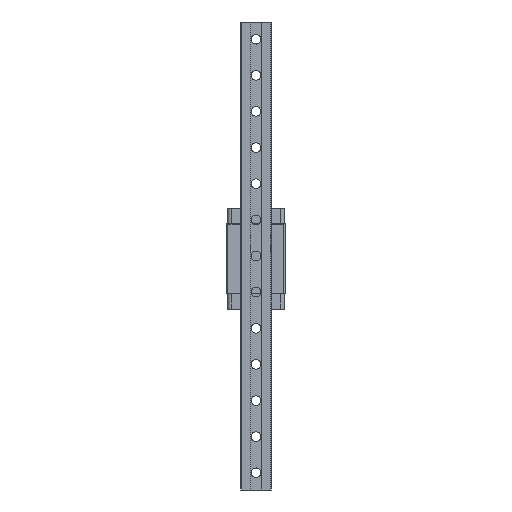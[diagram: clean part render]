
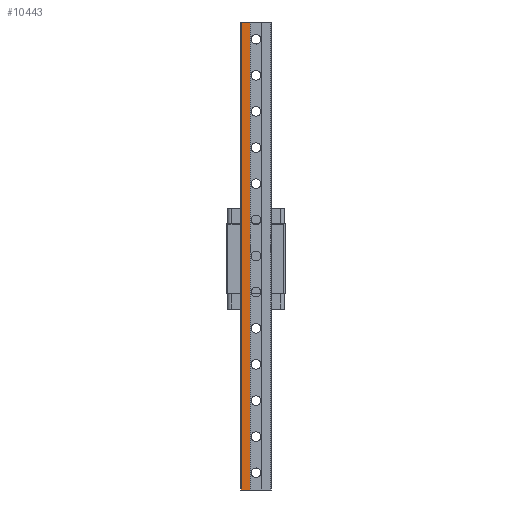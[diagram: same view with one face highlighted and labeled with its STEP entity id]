
A CAD part, front view. The second image highlights one B-rep face of the part: STEP entity #10443.
In plain terms, the highlighted planar face has unit normal (0, -1, 0).
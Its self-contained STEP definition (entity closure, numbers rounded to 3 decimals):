
#377 = CARTESIAN_POINT ( 'NONE',  ( -10.338, -17.91, 680. ) ) ;
#1700 = ORIENTED_EDGE ( 'NONE', *, *, #8753, .T. ) ;
#3033 = LINE ( 'NONE', #19902, #9265 ) ;
#3470 = DIRECTION ( 'NONE',  ( 1., 0., 0. ) ) ;
#4863 = CARTESIAN_POINT ( 'NONE',  ( 20.562, -17.91, 0. ) ) ;
#5213 = CARTESIAN_POINT ( 'NONE',  ( -10.338, -17.91, 0. ) ) ;
#7209 = DIRECTION ( 'NONE',  ( 0., 0., -1. ) ) ;
#7672 = CARTESIAN_POINT ( 'NONE',  ( -23.038, -17.91, 0. ) ) ;
#7907 = EDGE_CURVE ( 'NONE', #26169, #10893, #11808, .T. ) ;
#7913 = EDGE_CURVE ( 'NONE', #10395, #24198, #29194, .T. ) ;
#8753 = EDGE_CURVE ( 'NONE', #24198, #26169, #21784, .T. ) ;
#9265 = VECTOR ( 'NONE', #24423, 1000. ) ;
#10325 = VECTOR ( 'NONE', #3470, 1000. ) ;
#10395 = VERTEX_POINT ( 'NONE', #22967 ) ;
#10443 = ADVANCED_FACE ( 'NONE', ( #22699 ), #25440, .T. ) ;
#10893 = VERTEX_POINT ( 'NONE', #377 ) ;
#11179 = AXIS2_PLACEMENT_3D ( 'NONE', #4863, #21023, #7209 ) ;
#11808 = LINE ( 'NONE', #27064, #17258 ) ;
#15825 = CARTESIAN_POINT ( 'NONE',  ( -23.038, -17.91, 0. ) ) ;
#16171 = ORIENTED_EDGE ( 'NONE', *, *, #7907, .T. ) ;
#17258 = VECTOR ( 'NONE', #20383, 1000. ) ;
#18129 = DIRECTION ( 'NONE',  ( 0., 0., -1. ) ) ;
#18320 = EDGE_LOOP ( 'NONE', ( #26194, #1700, #16171, #20224 ) ) ;
#19627 = CARTESIAN_POINT ( 'NONE',  ( -1.938, -17.91, 0. ) ) ;
#19902 = CARTESIAN_POINT ( 'NONE',  ( -1.938, -17.91, 680. ) ) ;
#20224 = ORIENTED_EDGE ( 'NONE', *, *, #25743, .F. ) ;
#20383 = DIRECTION ( 'NONE',  ( 0., 0., 1. ) ) ;
#21023 = DIRECTION ( 'NONE',  ( 0., -1., 0. ) ) ;
#21784 = LINE ( 'NONE', #19627, #10325 ) ;
#22699 = FACE_OUTER_BOUND ( 'NONE', #18320, .T. ) ;
#22967 = CARTESIAN_POINT ( 'NONE',  ( -23.038, -17.91, 680. ) ) ;
#23227 = VECTOR ( 'NONE', #18129, 1000. ) ;
#24198 = VERTEX_POINT ( 'NONE', #7672 ) ;
#24423 = DIRECTION ( 'NONE',  ( 1., 0., 0. ) ) ;
#25440 = PLANE ( 'NONE',  #11179 ) ;
#25743 = EDGE_CURVE ( 'NONE', #10395, #10893, #3033, .T. ) ;
#26169 = VERTEX_POINT ( 'NONE', #5213 ) ;
#26194 = ORIENTED_EDGE ( 'NONE', *, *, #7913, .T. ) ;
#27064 = CARTESIAN_POINT ( 'NONE',  ( -10.338, -17.91, 0. ) ) ;
#29194 = LINE ( 'NONE', #15825, #23227 ) ;
